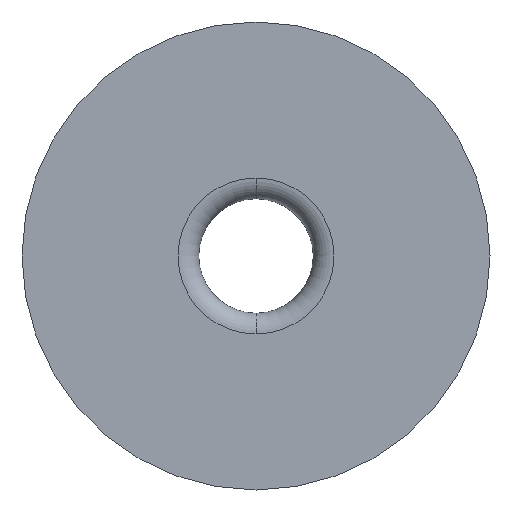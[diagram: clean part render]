
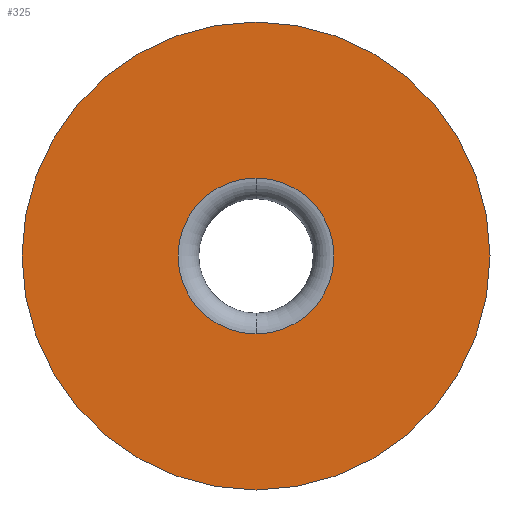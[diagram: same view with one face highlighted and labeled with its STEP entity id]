
A CAD part, front view. The second image highlights one B-rep face of the part: STEP entity #325.
In plain terms, the highlighted planar face has unit normal (0, -1, 0).
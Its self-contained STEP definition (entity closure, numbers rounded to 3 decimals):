
#19 = DIRECTION ( 'NONE',  ( 0., 0., -1. ) ) ;
#23 = DIRECTION ( 'NONE',  ( 0., 0., 1. ) ) ;
#28 = DIRECTION ( 'NONE',  ( 0., 0., 1. ) ) ;
#34 = EDGE_CURVE ( 'NONE', #410, #406, #370, .T. ) ;
#35 = AXIS2_PLACEMENT_3D ( 'NONE', #186, #411, #120 ) ;
#48 = EDGE_LOOP ( 'NONE', ( #253, #354 ) ) ;
#51 = AXIS2_PLACEMENT_3D ( 'NONE', #299, #92, #204 ) ;
#67 = AXIS2_PLACEMENT_3D ( 'NONE', #426, #161, #19 ) ;
#70 = ORIENTED_EDGE ( 'NONE', *, *, #360, .T. ) ;
#89 = DIRECTION ( 'NONE',  ( 0., 1., 0. ) ) ;
#92 = DIRECTION ( 'NONE',  ( 0., 1., 0. ) ) ;
#120 = DIRECTION ( 'NONE',  ( 0., 0., 1. ) ) ;
#124 = EDGE_LOOP ( 'NONE', ( #317, #70 ) ) ;
#125 = EDGE_CURVE ( 'NONE', #179, #151, #172, .T. ) ;
#130 = CARTESIAN_POINT ( 'NONE',  ( 0., 0., -7.5 ) ) ;
#132 = CARTESIAN_POINT ( 'NONE',  ( 0., 0., 22.5 ) ) ;
#137 = CIRCLE ( 'NONE', #282, 7.5 ) ;
#151 = VERTEX_POINT ( 'NONE', #130 ) ;
#154 = AXIS2_PLACEMENT_3D ( 'NONE', #228, #238, #28 ) ;
#161 = DIRECTION ( 'NONE',  ( 0., -1., 0. ) ) ;
#169 = CARTESIAN_POINT ( 'NONE',  ( 0., 0., 0. ) ) ;
#172 = CIRCLE ( 'NONE', #51, 7.5 ) ;
#179 = VERTEX_POINT ( 'NONE', #196 ) ;
#185 = EDGE_CURVE ( 'NONE', #406, #410, #306, .T. ) ;
#186 = CARTESIAN_POINT ( 'NONE',  ( 0., 0., 0. ) ) ;
#196 = CARTESIAN_POINT ( 'NONE',  ( 0., 0., 7.5 ) ) ;
#204 = DIRECTION ( 'NONE',  ( 0., 0., 1. ) ) ;
#228 = CARTESIAN_POINT ( 'NONE',  ( 0., 0., 0. ) ) ;
#238 = DIRECTION ( 'NONE',  ( 0., 1., 0. ) ) ;
#253 = ORIENTED_EDGE ( 'NONE', *, *, #34, .F. ) ;
#258 = FACE_BOUND ( 'NONE', #124, .T. ) ;
#282 = AXIS2_PLACEMENT_3D ( 'NONE', #169, #89, #23 ) ;
#299 = CARTESIAN_POINT ( 'NONE',  ( 0., 0., 0. ) ) ;
#306 = CIRCLE ( 'NONE', #154, 22.5 ) ;
#316 = FACE_OUTER_BOUND ( 'NONE', #48, .T. ) ;
#317 = ORIENTED_EDGE ( 'NONE', *, *, #125, .T. ) ;
#325 = ADVANCED_FACE ( 'NONE', ( #258, #316 ), #361, .T. ) ;
#354 = ORIENTED_EDGE ( 'NONE', *, *, #185, .F. ) ;
#360 = EDGE_CURVE ( 'NONE', #151, #179, #137, .T. ) ;
#361 = PLANE ( 'NONE',  #67 ) ;
#370 = CIRCLE ( 'NONE', #35, 22.5 ) ;
#406 = VERTEX_POINT ( 'NONE', #420 ) ;
#410 = VERTEX_POINT ( 'NONE', #132 ) ;
#411 = DIRECTION ( 'NONE',  ( 0., 1., 0. ) ) ;
#420 = CARTESIAN_POINT ( 'NONE',  ( 0., 0., -22.5 ) ) ;
#426 = CARTESIAN_POINT ( 'NONE',  ( -22.5, 0., 0. ) ) ;
